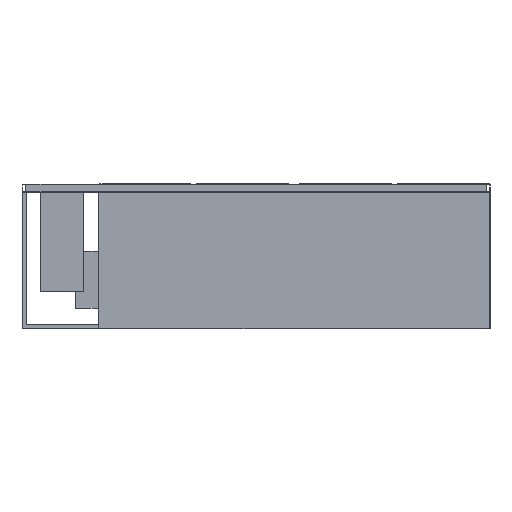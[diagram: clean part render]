
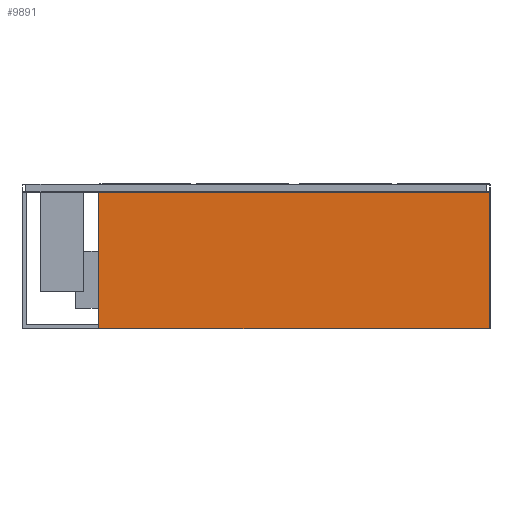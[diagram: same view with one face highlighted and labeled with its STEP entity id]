
A CAD part, front view. The second image highlights one B-rep face of the part: STEP entity #9891.
In plain terms, the highlighted planar face has unit normal (0, -1, 0).
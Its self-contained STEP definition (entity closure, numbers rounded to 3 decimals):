
#767 = DIRECTION ( 'NONE',  ( 0., 0., -1. ) ) ;
#926 = CARTESIAN_POINT ( 'NONE',  ( 1028., -355., -42. ) ) ;
#1006 = ORIENTED_EDGE ( 'NONE', *, *, #12476, .T. ) ;
#1139 = ORIENTED_EDGE ( 'NONE', *, *, #6719, .T. ) ;
#1722 = CARTESIAN_POINT ( 'NONE',  ( 1028., -355., -760. ) ) ;
#2713 = VECTOR ( 'NONE', #16033, 1000. ) ;
#2716 = FACE_OUTER_BOUND ( 'NONE', #3373, .T. ) ;
#3373 = EDGE_LOOP ( 'NONE', ( #1006, #19470, #9527, #1139 ) ) ;
#3784 = CARTESIAN_POINT ( 'NONE',  ( -1028., -355., -42. ) ) ;
#3897 = DIRECTION ( 'NONE',  ( 0., -1., 0. ) ) ;
#4157 = AXIS2_PLACEMENT_3D ( 'NONE', #4471, #3897, #767 ) ;
#4324 = DIRECTION ( 'NONE',  ( 0., 0., -1. ) ) ;
#4471 = CARTESIAN_POINT ( 'NONE',  ( -1030., -355., -760. ) ) ;
#5797 = LINE ( 'NONE', #12131, #11966 ) ;
#5877 = CARTESIAN_POINT ( 'NONE',  ( -1028., -355., -760. ) ) ;
#6638 = EDGE_CURVE ( 'NONE', #11526, #14405, #20077, .T. ) ;
#6719 = EDGE_CURVE ( 'NONE', #13940, #18275, #10854, .T. ) ;
#7849 = DIRECTION ( 'NONE',  ( -1., 0., 0. ) ) ;
#8086 = LINE ( 'NONE', #16052, #15083 ) ;
#9527 = ORIENTED_EDGE ( 'NONE', *, *, #18638, .T. ) ;
#9891 = ADVANCED_FACE ( 'Fl�che8', ( #2716 ), #18086, .T. ) ;
#9945 = DIRECTION ( 'NONE',  ( 1., 0., 0. ) ) ;
#10854 = LINE ( 'NONE', #1722, #2713 ) ;
#11184 = CARTESIAN_POINT ( 'NONE',  ( 1028., -355., -758. ) ) ;
#11526 = VERTEX_POINT ( 'NONE', #3784 ) ;
#11966 = VECTOR ( 'NONE', #7849, 1000. ) ;
#12131 = CARTESIAN_POINT ( 'NONE',  ( -1030., -355., -42. ) ) ;
#12476 = EDGE_CURVE ( 'NONE', #18275, #11526, #5797, .T. ) ;
#13674 = CARTESIAN_POINT ( 'NONE',  ( -1028., -355., -758. ) ) ;
#13940 = VERTEX_POINT ( 'NONE', #11184 ) ;
#14405 = VERTEX_POINT ( 'NONE', #13674 ) ;
#15083 = VECTOR ( 'NONE', #9945, 1000. ) ;
#16033 = DIRECTION ( 'NONE',  ( 0., 0., 1. ) ) ;
#16052 = CARTESIAN_POINT ( 'NONE',  ( -1030., -355., -758. ) ) ;
#16286 = VECTOR ( 'NONE', #4324, 1000. ) ;
#18086 = PLANE ( 'NONE',  #4157 ) ;
#18275 = VERTEX_POINT ( 'NONE', #926 ) ;
#18638 = EDGE_CURVE ( 'NONE', #14405, #13940, #8086, .T. ) ;
#19470 = ORIENTED_EDGE ( 'NONE', *, *, #6638, .T. ) ;
#20077 = LINE ( 'NONE', #5877, #16286 ) ;
